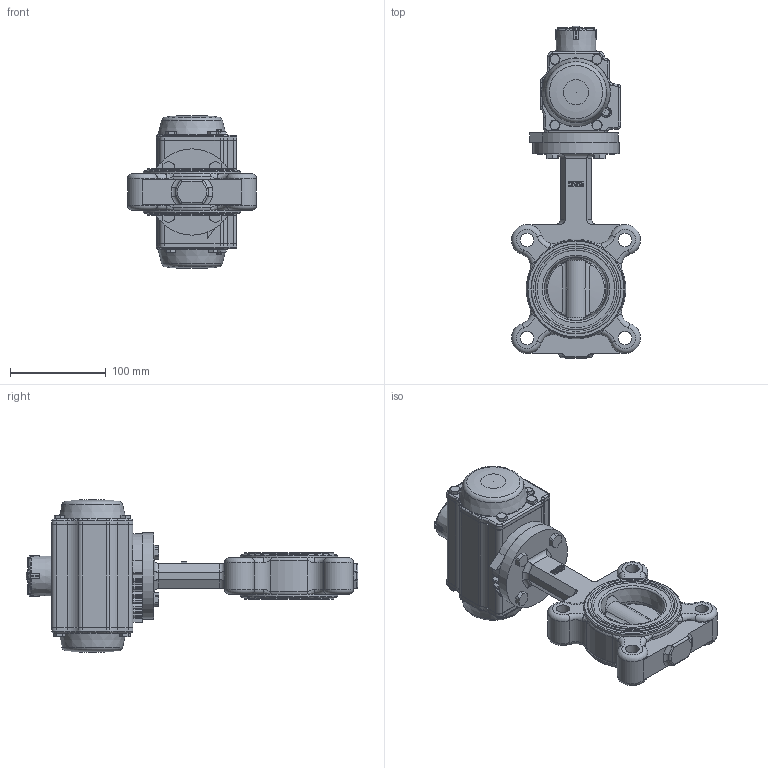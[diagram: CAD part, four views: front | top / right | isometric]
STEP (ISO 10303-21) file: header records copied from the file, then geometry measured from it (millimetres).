
FILE_DESCRIPTION(/* description */ ('Unknown'),/* implementation_level */ '2;1');
FILE_NAME(/* name */ 'DW03 5200_5210_5220-10',/* time_stamp */ '2023-05-02T12:59:38+02:00',/* author */ ('Unknown'),/* organization */ ('Unknown'),/* preprocessor_version */ 'ST-DEVELOPER v18.102',/* originating_system */ 'Solid Edge',/* authorisation */ 'Unknown');
FILE_SCHEMA (('AUTOMOTIVE_DESIGN {1 0 10303 214 3 1 1}'));
Length unit declared in the file: millimetre
Products named in the file (17): DW36_FR26-LUG DN65; DW36_FR26; KP-63; hexagon head bolts--product grade c gb_GB_FASTENER_BOLT_HHBC M6X30-N; cup head nib bolts with large head gb_GB_FASTENER_BOLT_CHNBW M6X25-N; _____________; ________(___________; ______; Raster DN40- DN150; LUG-DN65; DN65概极; seat; disc; shaft1; shaft2; bushing1; DIN933_M8x30
Assembly tree (29 placements, depth 3):
  DW36_FR26-LUG DN65
    DW36_FR26
      KP-63
      hexagon head bolts--product grade c gb_GB_FASTENER_BOLT_HHBC M6X30-N  x8
      cup head nib bolts with large head gb_GB_FASTENER_BOLT_CHNBW M6X25-N
      _____________  x2
      ________(___________  x2
      ______
    Raster DN40- DN150
    LUG-DN65
      DN65概极
      seat
      disc
      shaft1
      shaft2
      bushing1  x2
    DIN933_M8x30  x4
Bounding box: 134.47 x 346.61 x 159 mm (x, y, z)
Volume: 1534452.6 mm3; surface area: 264154.1 mm2
Topology: 27 solids, 28 shells, 1569 faces, 3837 edges, 2374 vertices
Faces by surface type: plane 555, cylinder 463, bspline 230, torus 163, cone 147, sphere 11
Full cylindrical faces by diameter (mm): 2.325 x2, 3 x16, 3.3 x8, 4.2 x8, 4.66 x1, 5 x14, 6 x9, 6.2 x1, 6.8 x12, 8 x5, 8.8 x2, 10 x5, 12.6 x5, 12.75 x1, 12.83 x2, 14 x4, 15.8 x1, 17.45 x2, 17.53 x2, 20.2 x1, 21.8 x2, 23 x1, 25.5 x1, 28 x1, 30.86 x1, 38.5 x1, 52.79 x2, 56 x1, 73.6 x4, 83 x4
Entity records: 43635 total; most frequent: CARTESIAN_POINT 15188, ORIENTED_EDGE 5670, DIRECTION 5575, EDGE_CURVE 2835, AXIS2_PLACEMENT_3D 2185, VERTEX_POINT 1893, FACE_BOUND 1568, EDGE_LOOP 1541
